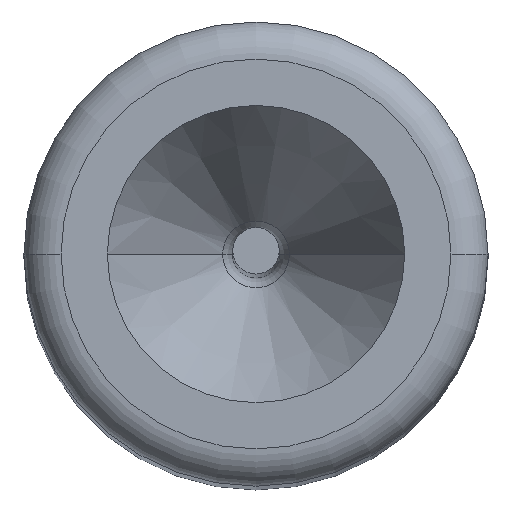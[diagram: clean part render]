
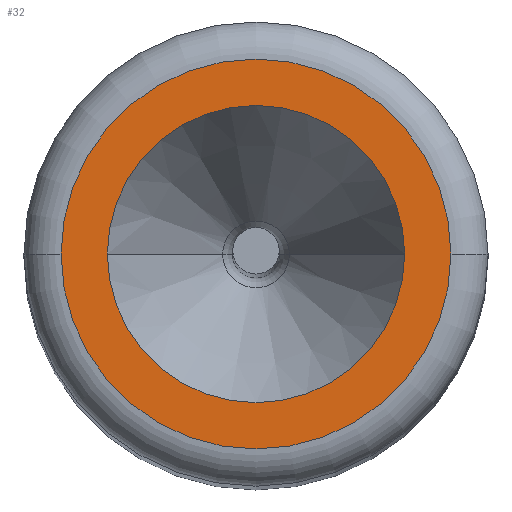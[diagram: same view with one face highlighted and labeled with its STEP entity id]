
A CAD part, top view. The second image highlights one B-rep face of the part: STEP entity #32.
In plain terms, the highlighted planar face has unit normal (0, 0, 1).
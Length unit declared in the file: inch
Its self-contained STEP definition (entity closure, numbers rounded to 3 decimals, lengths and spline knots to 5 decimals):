
#9 = CARTESIAN_POINT ( 'NONE',  ( 0., 0., 0. ) ) ;
#11 = DIRECTION ( 'NONE',  ( 0., 0., 1. ) ) ;
#14 = DIRECTION ( 'NONE',  ( 1., 0., 0. ) ) ;
#32 = ADVANCED_FACE ( 'NONE', ( #79, #246 ), #229, .T. ) ;
#69 = ORIENTED_EDGE ( 'NONE', *, *, #263, .T. ) ;
#79 = FACE_OUTER_BOUND ( 'NONE', #367, .T. ) ;
#82 = VERTEX_POINT ( 'NONE', #169 ) ;
#92 = AXIS2_PLACEMENT_3D ( 'NONE', #195, #201, #196 ) ;
#100 = CARTESIAN_POINT ( 'NONE',  ( 0.01575, 0., 0. ) ) ;
#109 = EDGE_LOOP ( 'NONE', ( #466, #69 ) ) ;
#113 = CARTESIAN_POINT ( 'NONE',  ( 0., 0., 0. ) ) ;
#124 = EDGE_CURVE ( 'NONE', #82, #166, #334, .T. ) ;
#155 = VERTEX_POINT ( 'NONE', #100 ) ;
#166 = VERTEX_POINT ( 'NONE', #283 ) ;
#169 = CARTESIAN_POINT ( 'NONE',  ( -0.02065, 0., 0. ) ) ;
#187 = ORIENTED_EDGE ( 'NONE', *, *, #124, .T. ) ;
#195 = CARTESIAN_POINT ( 'NONE',  ( 0., 0., 0. ) ) ;
#196 = DIRECTION ( 'NONE',  ( 1., 0., 0. ) ) ;
#201 = DIRECTION ( 'NONE',  ( 0., 0., 1. ) ) ;
#210 = EDGE_CURVE ( 'NONE', #155, #351, #462, .T. ) ;
#229 = PLANE ( 'NONE',  #92 ) ;
#246 = FACE_BOUND ( 'NONE', #109, .T. ) ;
#249 = DIRECTION ( 'NONE',  ( -1., 0., 0. ) ) ;
#263 = EDGE_CURVE ( 'NONE', #351, #155, #337, .T. ) ;
#283 = CARTESIAN_POINT ( 'NONE',  ( 0.02065, 0., 0. ) ) ;
#288 = CARTESIAN_POINT ( 'NONE',  ( 0., 0., 0. ) ) ;
#298 = DIRECTION ( 'NONE',  ( 0., 0., 1. ) ) ;
#300 = DIRECTION ( 'NONE',  ( 1., 0., 0. ) ) ;
#334 = CIRCLE ( 'NONE', #498, 0.02065 ) ;
#335 = AXIS2_PLACEMENT_3D ( 'NONE', #474, #481, #249 ) ;
#337 = CIRCLE ( 'NONE', #340, 0.01575 ) ;
#340 = AXIS2_PLACEMENT_3D ( 'NONE', #113, #447, #442 ) ;
#351 = VERTEX_POINT ( 'NONE', #437 ) ;
#367 = EDGE_LOOP ( 'NONE', ( #409, #187 ) ) ;
#376 = CIRCLE ( 'NONE', #542, 0.02065 ) ;
#409 = ORIENTED_EDGE ( 'NONE', *, *, #428, .T. ) ;
#428 = EDGE_CURVE ( 'NONE', #166, #82, #376, .T. ) ;
#437 = CARTESIAN_POINT ( 'NONE',  ( -0.01575, 0., 0. ) ) ;
#442 = DIRECTION ( 'NONE',  ( -1., 0., 0. ) ) ;
#447 = DIRECTION ( 'NONE',  ( 0., 0., -1. ) ) ;
#462 = CIRCLE ( 'NONE', #335, 0.01575 ) ;
#466 = ORIENTED_EDGE ( 'NONE', *, *, #210, .T. ) ;
#474 = CARTESIAN_POINT ( 'NONE',  ( 0., 0., 0. ) ) ;
#481 = DIRECTION ( 'NONE',  ( 0., 0., -1. ) ) ;
#498 = AXIS2_PLACEMENT_3D ( 'NONE', #288, #298, #300 ) ;
#542 = AXIS2_PLACEMENT_3D ( 'NONE', #9, #11, #14 ) ;
